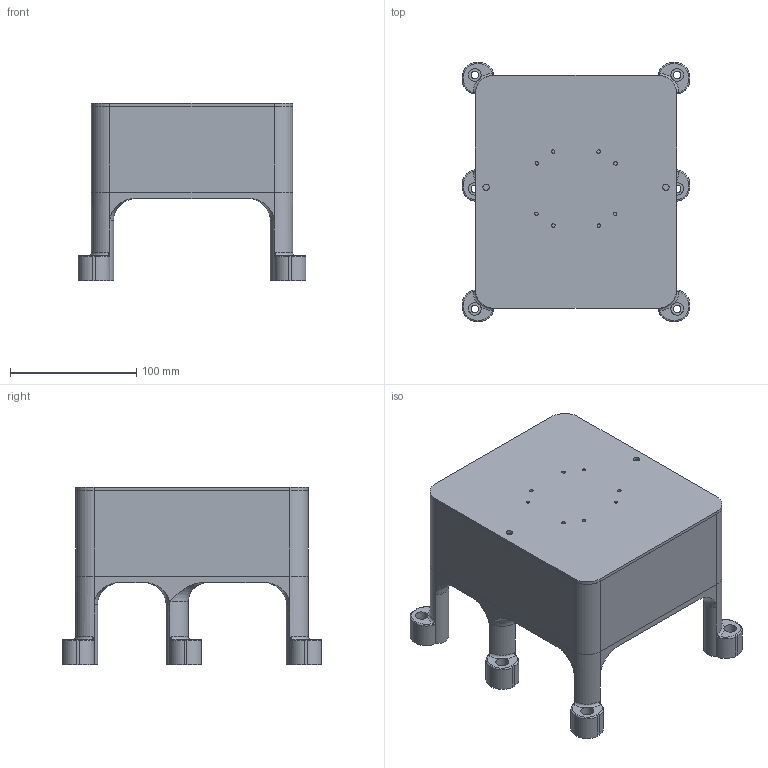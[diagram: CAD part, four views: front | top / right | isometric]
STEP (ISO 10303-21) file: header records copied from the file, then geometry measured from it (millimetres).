
FILE_DESCRIPTION(/* description */ (''),/* implementation_level */ '2;1');
FILE_NAME(/* name */ 'power-network-aux-box-v6.step',/* time_stamp */ '2025-08-20T13:17:34-04:00',/* author */ (''),/* organization */ (''),/* preprocessor_version */ 'ST-DEVELOPER v20.1',/* originating_system */ 'Autodesk Translation Framework v14.10.0.0',/* authorisation */ '');
FILE_SCHEMA (('AUTOMOTIVE_DESIGN { 1 0 10303 214 3 1 1 }'));
Length unit declared in the file: millimetre
Products named in the file (4): aux_mount2; Base-riser; aux-box; aux-lid
Assembly tree (3 placements, depth 2):
  aux_mount2
    Base-riser
    aux-box
    aux-lid
Bounding box: 180 x 205 x 140.5 mm (x, y, z)
Volume: 538906.8 mm3; surface area: 292814.8 mm2
Topology: 3 solids, 3 shells, 301 faces, 794 edges, 506 vertices
Faces by surface type: cylinder 128, plane 107, bspline 34, torus 32
Full cylindrical faces by diameter (mm): 5 x14, 6 x6, 10 x6
Entity records: 11145 total; most frequent: CARTESIAN_POINT 3516, ORIENTED_EDGE 1580, DIRECTION 1556, EDGE_CURVE 790, AXIS2_PLACEMENT_3D 590, VERTEX_POINT 506, LINE 376, VECTOR 376
